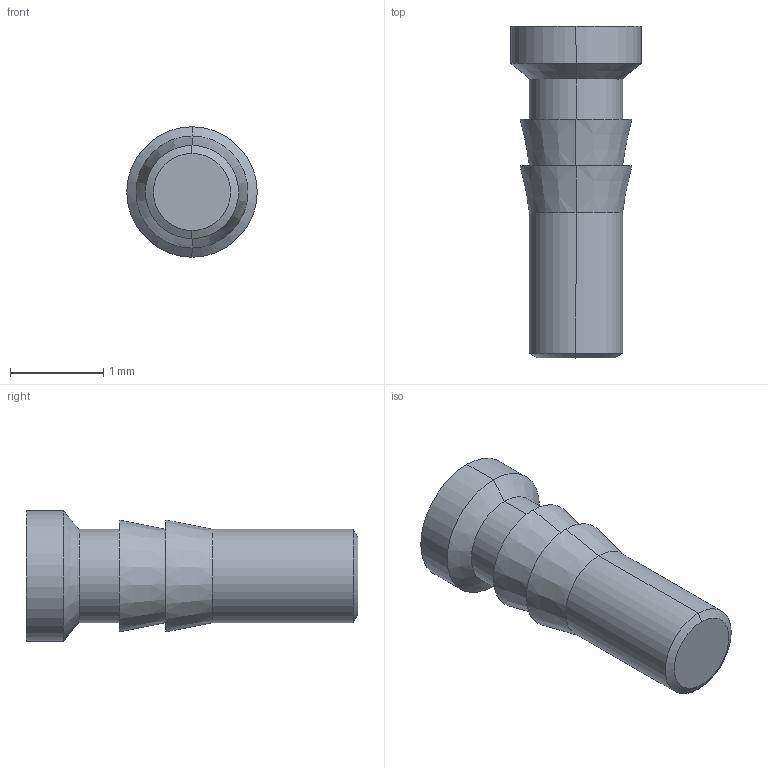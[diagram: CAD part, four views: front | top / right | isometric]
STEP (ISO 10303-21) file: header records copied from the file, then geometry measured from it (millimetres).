
FILE_DESCRIPTION (( 'STEP AP214' ), '1' );
FILE_NAME ('063200048 REV 0 - Kontaktbuchse PIN.step', '2016-06-08T11:45:24', ( '' ), ( '' ), 'SwSTEP 2.0', 'SolidWorks 2016', '' );
FILE_SCHEMA (( 'AUTOMOTIVE_DESIGN' ));
Length unit declared in the file: millimetre
Products named in the file (2): 063200048 REV 0 - Kontaktbuchse PIN
Bounding box: 1.4 x 3.56 x 1.4 mm (x, y, z)
Volume: 2.5 mm3; surface area: 20.7 mm2
Topology: 1 solids, 1 shells, 26 faces, 50 edges, 30 vertices
Faces by surface type: cylinder 10, cone 10, plane 6
Entity records: 713 total; most frequent: DIRECTION 136, CARTESIAN_POINT 108, ORIENTED_EDGE 100, AXIS2_PLACEMENT_3D 58, EDGE_CURVE 50, CIRCLE 30, EDGE_LOOP 30, VERTEX_POINT 30
